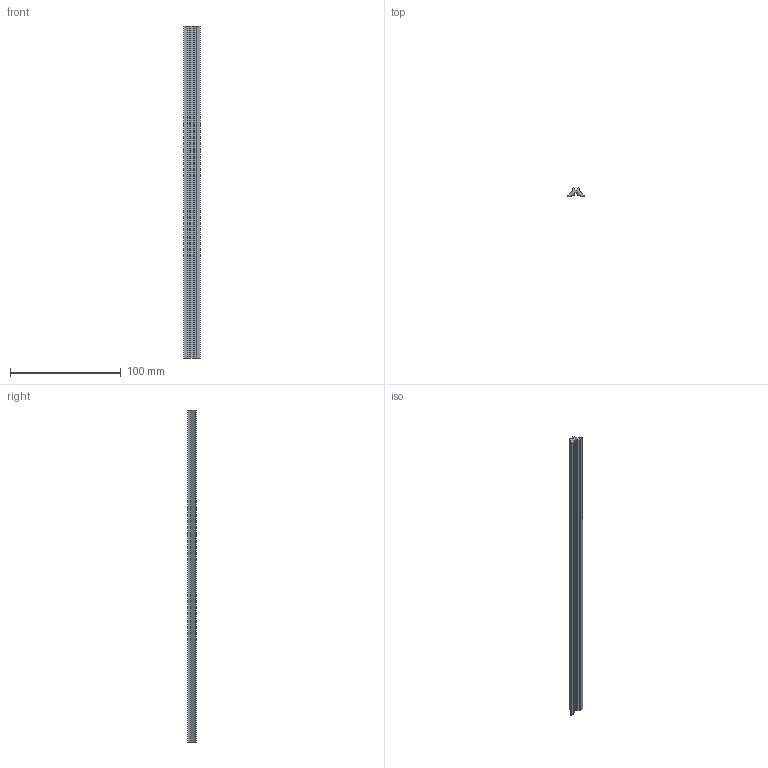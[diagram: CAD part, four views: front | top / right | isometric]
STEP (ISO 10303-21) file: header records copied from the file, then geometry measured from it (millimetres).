
FILE_DESCRIPTION (( 'STEP AP214' ), '1' );
FILE_NAME ('12752-70239_Rev_1C.stp', '2016-04-13T09:13:08', ( '' ), ( '' ), 'SwSTEP 2.0', 'SolidWorks 2014', '' );
FILE_SCHEMA (( 'AUTOMOTIVE_DESIGN' ));
Length unit declared in the file: millimetre
Products named in the file (1): 12752-70239_Rev_1C
Bounding box: 14.99 x 8 x 300 mm (x, y, z)
Volume: 14739.7 mm3; surface area: 14372.8 mm2
Topology: 1 solids, 1 shells, 35 faces, 99 edges, 66 vertices
Faces by surface type: plane 21, cylinder 14
Entity records: 1175 total; most frequent: CARTESIAN_POINT 201, DIRECTION 199, ORIENTED_EDGE 198, EDGE_CURVE 99, VECTOR 71, LINE 71, VERTEX_POINT 66, AXIS2_PLACEMENT_3D 64
